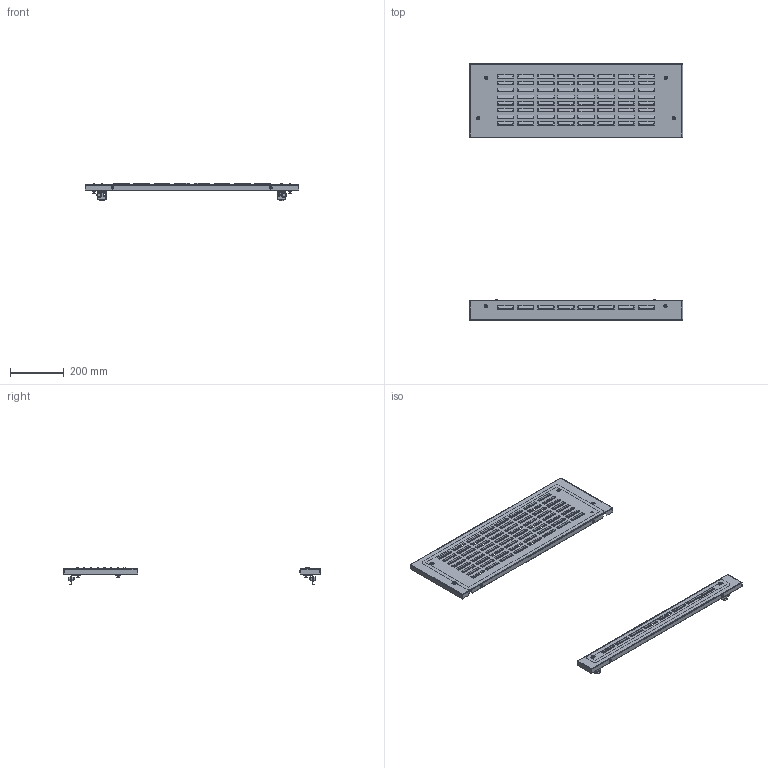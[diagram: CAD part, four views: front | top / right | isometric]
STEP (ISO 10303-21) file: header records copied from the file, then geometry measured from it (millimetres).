
FILE_DESCRIPTION (( 'STEP AP203' ), '1' );
FILE_NAME ('R5CPFA8301.00.step', '2013-11-11T08:28:55', ( 'User' ), ( 'DKC' ), 'SwSTEP 2.0', 'SolidWorks 2012', '' );
FILE_SCHEMA (( 'CONFIG_CONTROL_DESIGN' ));
Products named in the file (17): R5CPFA8301.00; Assieme2^R5CPFA8301.00; Guarnizione CPFE_Guarnizione CPFE 800x100; QE02T190G; QE02C190_Piegato; QE02T186G; AC00C061_AC00C061; A5100043_A5100043; QE02C186_Piegato; A3300003_A3300003; A0400005_A0400005; A1100001_A1100001; A0200018; AC00C172_AC00C172; AC00C548; AC00C112; Guarnizione CPFE_Guarnizione CPFE 800X300
Assembly tree (49 placements, depth 4):
  R5CPFA8301.00
    QE02T186G
      QE02C186_Piegato
      A5100043_A5100043
      AC00C061_AC00C061
    Guarnizione CPFE_Guarnizione CPFE 800X300
    AC00C112  x4
    AC00C548  x2
    AC00C172_AC00C172  x4
    A0200018  x4
    A1100001_A1100001  x4
    A0400005_A0400005  x2
    A3300003_A3300003  x2
    Assieme2^R5CPFA8301.00
      QE02T190G
        QE02C190_Piegato
        A5100043_A5100043
        AC00C061_AC00C061
      Guarnizione CPFE_Guarnizione CPFE 800x100
      AC00C112  x4
      AC00C548  x2
      AC00C172_AC00C172  x2
      A0200018  x2
      A1100001_A1100001  x2
      A0400005_A0400005  x2
      A3300003_A3300003  x2
Bounding box: 794 x 956 x 63.38 mm (x, y, z)
Volume: 840049.9 mm3; surface area: 892260.7 mm2
Topology: 50 solids, 50 shells, 3080 faces, 7468 edges, 4518 vertices
Faces by surface type: plane 1818, cylinder 648, cone 366, bspline 144, torus 92, sphere 12
Entity records: 55016 total; most frequent: CARTESIAN_POINT 14302, ORIENTED_EDGE 8258, DIRECTION 7291, EDGE_CURVE 4129, LINE 2973, VECTOR 2973, VERTEX_POINT 2440, AXIS2_PLACEMENT_3D 2159
